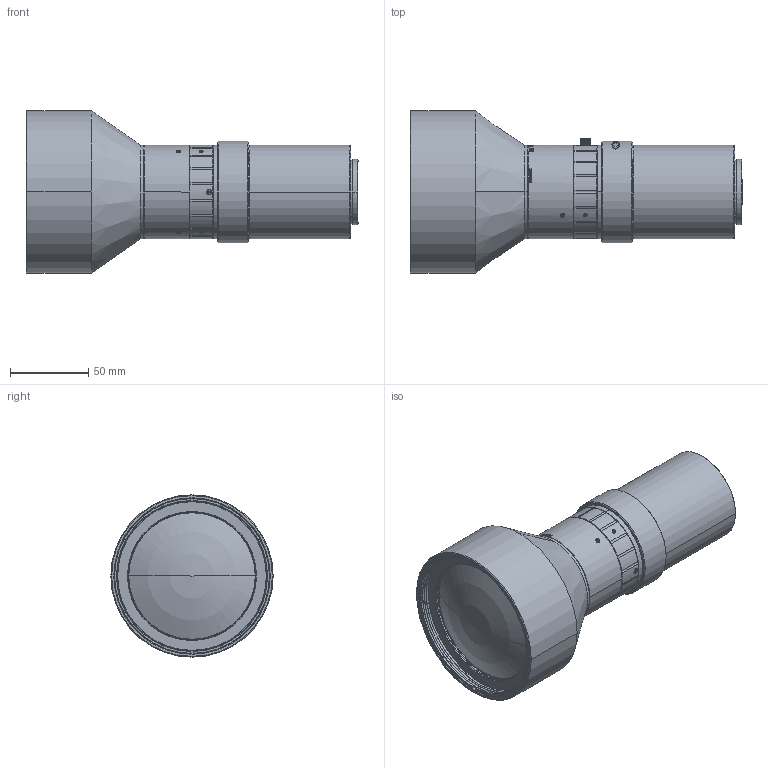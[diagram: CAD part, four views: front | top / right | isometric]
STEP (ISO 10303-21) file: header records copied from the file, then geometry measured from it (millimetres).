
FILE_DESCRIPTION((''),'2;1');
FILE_NAME('TL046220W_ASM','2021-01-21T',('Administrator'),(''),'PRO/ENGINEER BY PARAMETRIC TECHNOLOGY CORPORATION, 2014320','PRO/ENGINEER BY PARAMETRIC TECHNOLOGY CORPORATION, 2014320','');
FILE_SCHEMA(('CONFIG_CONTROL_DESIGN','SHAPE_APPEARANCE_LAYERS_GROUPS'));
Length unit declared in the file: millimetre
Products named in the file (1): TL046220W_ASM
Bounding box: 212.74 x 104 x 104 mm (x, y, z)
Volume: 319247.5 mm3; surface area: 158848.5 mm2
Topology: 3 solids, 17 shells, 1425 faces, 3683 edges, 2370 vertices
Faces by surface type: cylinder 401, plane 372, cone 273, bspline 192, extrusion 177, sphere 8, torus 2
Entity records: 61585 total; most frequent: CARTESIAN_POINT 26106, ORIENTED_EDGE 7338, DIRECTION 5784, EDGE_CURVE 3675, VERTEX_POINT 2370, AXIS2_PLACEMENT_3D 2138, EDGE_LOOP 1566, VECTOR 1508
